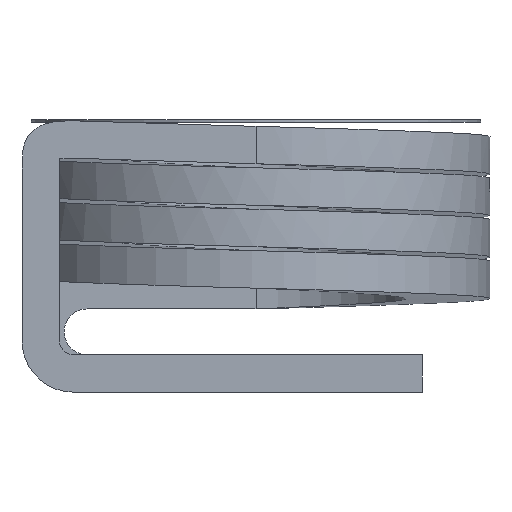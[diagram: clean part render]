
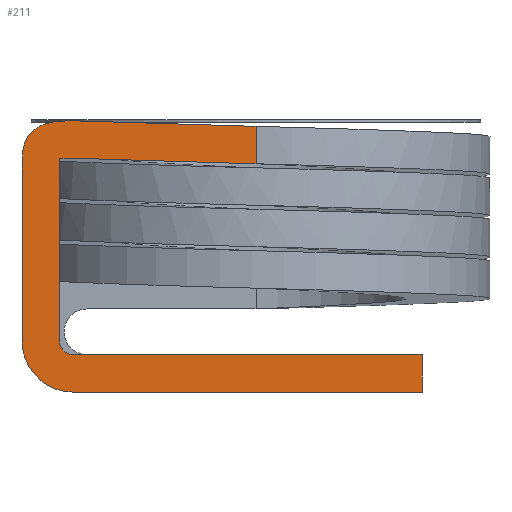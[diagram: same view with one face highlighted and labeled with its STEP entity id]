
A CAD part, left-side view. The second image highlights one B-rep face of the part: STEP entity #211.
In plain terms, the highlighted planar face has unit normal (-1, 0, 0).
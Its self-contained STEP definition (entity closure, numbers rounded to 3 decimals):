
#211 = ADVANCED_FACE( '', ( #471 ), #472, .F. );
#471 = FACE_OUTER_BOUND( '', #908, .T. );
#472 = PLANE( '', #909 );
#908 = EDGE_LOOP( '', ( #1643, #1644, #1645, #1646, #1647, #1648, #1649, #1650, #1651, #1652, #1653, #1654, #1655 ) );
#909 = AXIS2_PLACEMENT_3D( '', #1656, #1657, #1658 );
#1643 = ORIENTED_EDGE( '', *, *, #2641, .F. );
#1644 = ORIENTED_EDGE( '', *, *, #2642, .T. );
#1645 = ORIENTED_EDGE( '', *, *, #2643, .T. );
#1646 = ORIENTED_EDGE( '', *, *, #2644, .F. );
#1647 = ORIENTED_EDGE( '', *, *, #2645, .F. );
#1648 = ORIENTED_EDGE( '', *, *, #2646, .F. );
#1649 = ORIENTED_EDGE( '', *, *, #2647, .F. );
#1650 = ORIENTED_EDGE( '', *, *, #2648, .F. );
#1651 = ORIENTED_EDGE( '', *, *, #2552, .T. );
#1652 = ORIENTED_EDGE( '', *, *, #2649, .T. );
#1653 = ORIENTED_EDGE( '', *, *, #2576, .T. );
#1654 = ORIENTED_EDGE( '', *, *, #2650, .F. );
#1655 = ORIENTED_EDGE( '', *, *, #2651, .F. );
#1656 = CARTESIAN_POINT( '', ( -5., 0., 2.7 ) );
#1657 = DIRECTION( '', ( 1., 0., 0. ) );
#1658 = DIRECTION( '', ( 0., 0., -1. ) );
#2552 = EDGE_CURVE( '', #2929, #2927, #2930, .T. );
#2576 = EDGE_CURVE( '', #2971, #2969, #2972, .T. );
#2641 = EDGE_CURVE( '', #2907, #3083, #3084, .T. );
#2642 = EDGE_CURVE( '', #2907, #3085, #3086, .T. );
#2643 = EDGE_CURVE( '', #3085, #3087, #3088, .T. );
#2644 = EDGE_CURVE( '', #3089, #3087, #3090, .T. );
#2645 = EDGE_CURVE( '', #3091, #3089, #3092, .T. );
#2646 = EDGE_CURVE( '', #3093, #3091, #3094, .T. );
#2647 = EDGE_CURVE( '', #3095, #3093, #3096, .T. );
#2648 = EDGE_CURVE( '', #2929, #3095, #3097, .F. );
#2649 = EDGE_CURVE( '', #2927, #2971, #3098, .T. );
#2650 = EDGE_CURVE( '', #3099, #2969, #3100, .T. );
#2651 = EDGE_CURVE( '', #3083, #3099, #3101, .T. );
#2907 = VERTEX_POINT( '', #3480 );
#2927 = VERTEX_POINT( '', #3636 );
#2929 = VERTEX_POINT( '', #3639 );
#2930 = LINE( '', #3640, #3641 );
#2969 = VERTEX_POINT( '', #3705 );
#2971 = VERTEX_POINT( '', #3708 );
#2972 = LINE( '', #3709, #3710 );
#3083 = VERTEX_POINT( '', #3979 );
#3084 = B_SPLINE_CURVE_WITH_KNOTS( '', 1, ( #3980, #3981 ), .UNSPECIFIED., .F., .F., ( 2, 2 ), ( 0., 1. ), .UNSPECIFIED. );
#3085 = VERTEX_POINT( '', #3982 );
#3086 = LINE( '', #3983, #3984 );
#3087 = VERTEX_POINT( '', #3985 );
#3088 = LINE( '', #3986, #3987 );
#3089 = VERTEX_POINT( '', #3988 );
#3090 = B_SPLINE_CURVE_WITH_KNOTS( '', 3, ( #3989, #3990, #3991, #3992, #3993, #3994, #3995, #3996, #3997, #3998, #3999, #4000, #4001, #4002, #4003, #4004, #4005, #4006 ), .UNSPECIFIED., .F., .F., ( 4, 2, 2, 2, 2, 2, 2, 2, 4 ), ( 0., 0.133, 0.3, 0.383, 0.467, 0.533, 0.6, 0.733, 1. ), .UNSPECIFIED. );
#3091 = VERTEX_POINT( '', #4007 );
#3092 = LINE( '', #4008, #4009 );
#3093 = VERTEX_POINT( '', #4010 );
#3094 = CIRCLE( '', #4011, 1.1 );
#3095 = VERTEX_POINT( '', #4012 );
#3096 = LINE( '', #4013, #4014 );
#3097 = LINE( '', #4015, #4016 );
#3098 = CIRCLE( '', #4017, 0.3 );
#3099 = VERTEX_POINT( '', #4018 );
#3100 = B_SPLINE_CURVE_WITH_KNOTS( '', 3, ( #4019, #4020, #4021, #4022, #4023, #4024, #4025, #4026, #4027, #4028, #4029, #4030, #4031, #4032 ), .UNSPECIFIED., .F., .F., ( 4, 1, 1, 1, 1, 1, 1, 1, 1, 1, 1, 4 ), ( 0., 0.003, 0.02, 0.038, 0.072, 0.106, 0.175, 0.244, 0.313, 0.45, 0.725, 1. ), .UNSPECIFIED. );
#3101 = B_SPLINE_CURVE_WITH_KNOTS( '', 3, ( #4033, #4034, #4035, #4036, #4037, #4038, #4039, #4040, #4041, #4042, #4043, #4044, #4045 ), .UNSPECIFIED., .F., .F., ( 4, 1, 1, 1, 1, 1, 1, 1, 1, 1, 4 ), ( 0., 0.229, 0.458, 0.688, 0.802, 0.859, 0.917, 0.945, 0.974, 0.988, 1. ), .UNSPECIFIED. );
#3480 = CARTESIAN_POINT( '', ( -5., 0., 2.7 ) );
#3636 = CARTESIAN_POINT( '', ( -5., 3.9, -1.38 ) );
#3639 = CARTESIAN_POINT( '', ( -5., -3.55, -1.38 ) );
#3640 = CARTESIAN_POINT( '', ( -5., -3.55, -1.38 ) );
#3641 = VECTOR( '', #5043, 1000. );
#3705 = CARTESIAN_POINT( '', ( -5., 4.2, 2.519 ) );
#3708 = CARTESIAN_POINT( '', ( -5., 4.2, -1.08 ) );
#3709 = CARTESIAN_POINT( '', ( -5., 4.2, -1.08 ) );
#3710 = VECTOR( '', #5054, 1000. );
#3979 = CARTESIAN_POINT( '', ( -5., 3.878, 2.819 ) );
#3980 = CARTESIAN_POINT( '', ( -5., 0., 2.7 ) );
#3981 = CARTESIAN_POINT( '', ( -5., 3.879, 2.819 ) );
#3982 = CARTESIAN_POINT( '', ( -5., 0., 3.5 ) );
#3983 = CARTESIAN_POINT( '', ( -5., 0., 2.7 ) );
#3984 = VECTOR( '', #5088, 1000. );
#3985 = CARTESIAN_POINT( '', ( -5., 3.88, 3.619 ) );
#3986 = CARTESIAN_POINT( '', ( -5., 0., 3.5 ) );
#3987 = VECTOR( '', #5089, 1000. );
#3988 = CARTESIAN_POINT( '', ( -5., 5., 2.519 ) );
#3989 = CARTESIAN_POINT( '', ( -5., 5., 2.519 ) );
#3990 = CARTESIAN_POINT( '', ( -5., 5., 2.589 ) );
#3991 = CARTESIAN_POINT( '', ( -5., 4.996, 2.643 ) );
#3992 = CARTESIAN_POINT( '', ( -5., 4.994, 2.744 ) );
#3993 = CARTESIAN_POINT( '', ( -5., 4.996, 2.823 ) );
#3994 = CARTESIAN_POINT( '', ( -5., 4.983, 2.97 ) );
#3995 = CARTESIAN_POINT( '', ( -5., 4.976, 3.024 ) );
#3996 = CARTESIAN_POINT( '', ( -5., 4.944, 3.145 ) );
#3997 = CARTESIAN_POINT( '', ( -5., 4.919, 3.213 ) );
#3998 = CARTESIAN_POINT( '', ( -5., 4.838, 3.337 ) );
#3999 = CARTESIAN_POINT( '', ( -5., 4.794, 3.384 ) );
#4000 = CARTESIAN_POINT( '', ( -5., 4.702, 3.46 ) );
#4001 = CARTESIAN_POINT( '', ( -5., 4.654, 3.489 ) );
#4002 = CARTESIAN_POINT( '', ( -5., 4.514, 3.557 ) );
#4003 = CARTESIAN_POINT( '', ( -5., 4.426, 3.578 ) );
#4004 = CARTESIAN_POINT( '', ( -5., 4.176, 3.62 ) );
#4005 = CARTESIAN_POINT( '', ( -5., 4.022, 3.618 ) );
#4006 = CARTESIAN_POINT( '', ( -5., 3.881, 3.618 ) );
#4007 = CARTESIAN_POINT( '', ( -5., 5., -1.08 ) );
#4008 = CARTESIAN_POINT( '', ( -5., 5., -1.08 ) );
#4009 = VECTOR( '', #5090, 1000. );
#4010 = CARTESIAN_POINT( '', ( -5., 3.9, -2.18 ) );
#4011 = AXIS2_PLACEMENT_3D( '', #5091, #5092, #5093 );
#4012 = CARTESIAN_POINT( '', ( -5., -3.55, -2.18 ) );
#4013 = CARTESIAN_POINT( '', ( -5., -3.55, -2.18 ) );
#4014 = VECTOR( '', #5094, 1000. );
#4015 = CARTESIAN_POINT( '', ( -5., -3.55, -2.18 ) );
#4016 = VECTOR( '', #5095, 1000. );
#4017 = AXIS2_PLACEMENT_3D( '', #5096, #5097, #5098 );
#4018 = CARTESIAN_POINT( '', ( -5., 4.192, 2.805 ) );
#4019 = CARTESIAN_POINT( '', ( -5., 4.192, 2.805 ) );
#4020 = CARTESIAN_POINT( '', ( -5., 4.192, 2.805 ) );
#4021 = CARTESIAN_POINT( '', ( -5., 4.193, 2.804 ) );
#4022 = CARTESIAN_POINT( '', ( -5., 4.193, 2.8 ) );
#4023 = CARTESIAN_POINT( '', ( -5., 4.193, 2.793 ) );
#4024 = CARTESIAN_POINT( '', ( -5., 4.193, 2.785 ) );
#4025 = CARTESIAN_POINT( '', ( -5., 4.193, 2.772 ) );
#4026 = CARTESIAN_POINT( '', ( -5., 4.194, 2.755 ) );
#4027 = CARTESIAN_POINT( '', ( -5., 4.194, 2.735 ) );
#4028 = CARTESIAN_POINT( '', ( -5., 4.194, 2.709 ) );
#4029 = CARTESIAN_POINT( '', ( -5., 4.195, 2.662 ) );
#4030 = CARTESIAN_POINT( '', ( -5., 4.198, 2.597 ) );
#4031 = CARTESIAN_POINT( '', ( -5., 4.199, 2.545 ) );
#4032 = CARTESIAN_POINT( '', ( -5., 4.2, 2.519 ) );
#4033 = CARTESIAN_POINT( '', ( -5., 3.877, 2.819 ) );
#4034 = CARTESIAN_POINT( '', ( -5., 3.902, 2.818 ) );
#4035 = CARTESIAN_POINT( '', ( -5., 3.951, 2.818 ) );
#4036 = CARTESIAN_POINT( '', ( -5., 4.025, 2.817 ) );
#4037 = CARTESIAN_POINT( '', ( -5., 4.086, 2.814 ) );
#4038 = CARTESIAN_POINT( '', ( -5., 4.127, 2.812 ) );
#4039 = CARTESIAN_POINT( '', ( -5., 4.151, 2.81 ) );
#4040 = CARTESIAN_POINT( '', ( -5., 4.165, 2.809 ) );
#4041 = CARTESIAN_POINT( '', ( -5., 4.176, 2.808 ) );
#4042 = CARTESIAN_POINT( '', ( -5., 4.184, 2.807 ) );
#4043 = CARTESIAN_POINT( '', ( -5., 4.189, 2.806 ) );
#4044 = CARTESIAN_POINT( '', ( -5., 4.192, 2.806 ) );
#4045 = CARTESIAN_POINT( '', ( -5., 4.192, 2.805 ) );
#5043 = DIRECTION( '', ( 0., 1., 0. ) );
#5054 = DIRECTION( '', ( 0., 0., 1. ) );
#5088 = DIRECTION( '', ( 0., 0., 1. ) );
#5089 = DIRECTION( '', ( 0., 1., 0.031 ) );
#5090 = DIRECTION( '', ( 0., 0., 1. ) );
#5091 = CARTESIAN_POINT( '', ( -5., 3.9, -1.08 ) );
#5092 = DIRECTION( '', ( 1., 0., 0. ) );
#5093 = DIRECTION( '', ( 0., 0., -1. ) );
#5094 = DIRECTION( '', ( 0., 1., 0. ) );
#5095 = DIRECTION( '', ( 0., 0., 1. ) );
#5096 = CARTESIAN_POINT( '', ( -5., 3.9, -1.08 ) );
#5097 = DIRECTION( '', ( 1., 0., 0. ) );
#5098 = DIRECTION( '', ( 0., 0., -1. ) );
